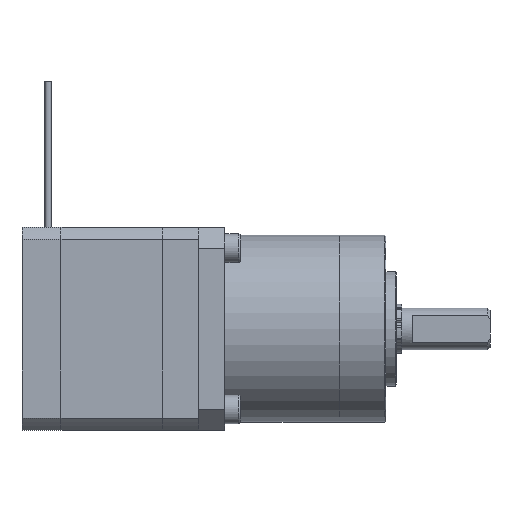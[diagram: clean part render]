
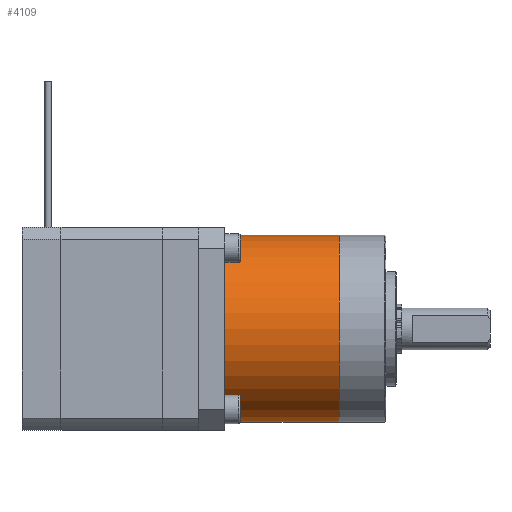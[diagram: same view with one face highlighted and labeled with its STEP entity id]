
A CAD part, left-side view. The second image highlights one B-rep face of the part: STEP entity #4109.
In plain terms, the highlighted cylindrical face has radius 18 mm (diameter 36 mm), a partial arc.
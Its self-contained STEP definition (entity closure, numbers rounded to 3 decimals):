
#196 = EDGE_CURVE ( 'NONE', #7183, #2820, #7903, .T. ) ;
#357 = EDGE_CURVE ( 'NONE', #7183, #5643, #19648, .T. ) ;
#1246 = CARTESIAN_POINT ( 'NONE',  ( -18., 0., 0. ) ) ;
#1336 = EDGE_LOOP ( 'NONE', ( #4502, #22362, #22895, #9324 ) ) ;
#2163 = AXIS2_PLACEMENT_3D ( 'NONE', #6328, #17741, #15988 ) ;
#2820 = VERTEX_POINT ( 'NONE', #3470 ) ;
#3470 = CARTESIAN_POINT ( 'NONE',  ( 18., 0., 0. ) ) ;
#3796 = EDGE_CURVE ( 'NONE', #5643, #14124, #8110, .T. ) ;
#4109 = ADVANCED_FACE ( 'NONE', ( #20640 ), #4333, .T. ) ;
#4333 = CYLINDRICAL_SURFACE ( 'NONE', #2163, 18. ) ;
#4406 = CARTESIAN_POINT ( 'NONE',  ( 18., 0., 22. ) ) ;
#4502 = ORIENTED_EDGE ( 'NONE', *, *, #357, .F. ) ;
#5643 = VERTEX_POINT ( 'NONE', #8587 ) ;
#6328 = CARTESIAN_POINT ( 'NONE',  ( 0., 0., 22. ) ) ;
#6356 = DIRECTION ( 'NONE',  ( 0., 0., 1. ) ) ;
#7183 = VERTEX_POINT ( 'NONE', #21586 ) ;
#7903 = LINE ( 'NONE', #4406, #22411 ) ;
#8110 = LINE ( 'NONE', #19064, #12062 ) ;
#8538 = DIRECTION ( 'NONE',  ( 1., 0., 0. ) ) ;
#8587 = CARTESIAN_POINT ( 'NONE',  ( -18., 0., 22. ) ) ;
#9324 = ORIENTED_EDGE ( 'NONE', *, *, #3796, .F. ) ;
#11620 = AXIS2_PLACEMENT_3D ( 'NONE', #23834, #22188, #8538 ) ;
#12062 = VECTOR ( 'NONE', #22814, 1000. ) ;
#12938 = CIRCLE ( 'NONE', #22129, 18. ) ;
#14124 = VERTEX_POINT ( 'NONE', #1246 ) ;
#14499 = EDGE_CURVE ( 'NONE', #2820, #14124, #12938, .T. ) ;
#15896 = DIRECTION ( 'NONE',  ( 1., 0., 0. ) ) ;
#15988 = DIRECTION ( 'NONE',  ( -1., 0., 0. ) ) ;
#17690 = DIRECTION ( 'NONE',  ( 0., 0., -1. ) ) ;
#17741 = DIRECTION ( 'NONE',  ( 0., 0., -1. ) ) ;
#18137 = CARTESIAN_POINT ( 'NONE',  ( 0., 0., 0. ) ) ;
#19064 = CARTESIAN_POINT ( 'NONE',  ( -18., 0., 22. ) ) ;
#19648 = CIRCLE ( 'NONE', #11620, 18. ) ;
#20640 = FACE_OUTER_BOUND ( 'NONE', #1336, .T. ) ;
#21586 = CARTESIAN_POINT ( 'NONE',  ( 18., 0., 22. ) ) ;
#22129 = AXIS2_PLACEMENT_3D ( 'NONE', #18137, #6356, #15896 ) ;
#22188 = DIRECTION ( 'NONE',  ( 0., 0., 1. ) ) ;
#22362 = ORIENTED_EDGE ( 'NONE', *, *, #196, .T. ) ;
#22411 = VECTOR ( 'NONE', #17690, 1000. ) ;
#22814 = DIRECTION ( 'NONE',  ( 0., 0., -1. ) ) ;
#22895 = ORIENTED_EDGE ( 'NONE', *, *, #14499, .T. ) ;
#23834 = CARTESIAN_POINT ( 'NONE',  ( 0., 0., 22. ) ) ;
